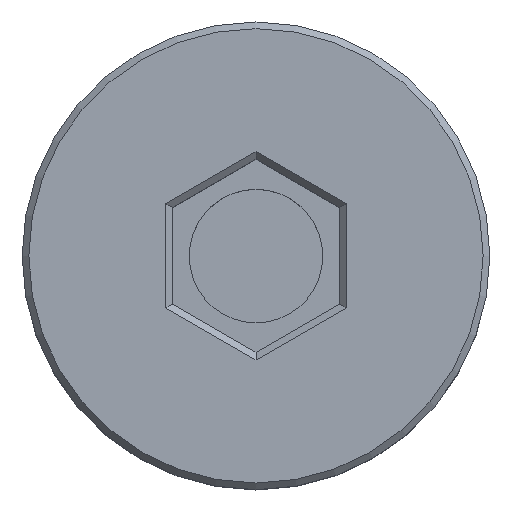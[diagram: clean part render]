
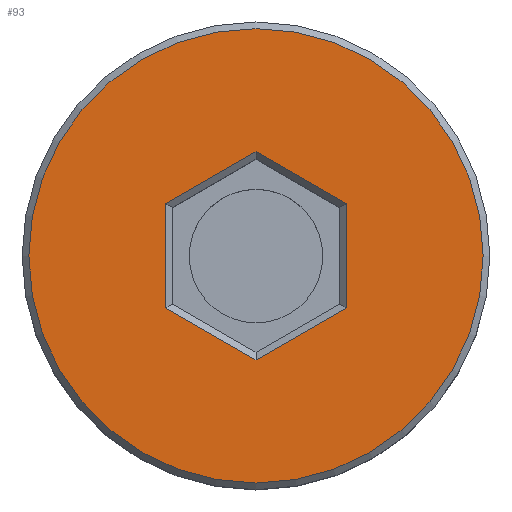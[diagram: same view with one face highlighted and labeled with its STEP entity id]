
A CAD part, top view. The second image highlights one B-rep face of the part: STEP entity #93.
In plain terms, the highlighted planar face has unit normal (0, 0, 1).
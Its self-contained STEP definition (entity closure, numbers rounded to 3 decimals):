
#93=ADVANCED_FACE('',(#116,#117),#177,.F.);
#116=FACE_OUTER_BOUND('',#118,.T.);
#117=FACE_BOUND('',#119,.T.);
#118=EDGE_LOOP('',(#120,#121,#122,#123,#124,#125));
#119=EDGE_LOOP('',(#168));
#120=ORIENTED_EDGE('',*,*,#126,.T.);
#121=ORIENTED_EDGE('',*,*,#135,.T.);
#122=ORIENTED_EDGE('',*,*,#142,.T.);
#123=ORIENTED_EDGE('',*,*,#149,.T.);
#124=ORIENTED_EDGE('',*,*,#156,.T.);
#125=ORIENTED_EDGE('',*,*,#163,.T.);
#126=EDGE_CURVE('',#131,#132,#127,.T.);
#127=LINE('',#128,#129);
#128=CARTESIAN_POINT('',(1.3,0.808,
   10.8));
#129=VECTOR('',#130,1.);
#130=DIRECTION('',(0.866,-0.5,0.
   ));
#131=VERTEX_POINT('',#133);
#132=VERTEX_POINT('',#134);
#133=CARTESIAN_POINT('',(0.,1.559,
   10.8));
#134=CARTESIAN_POINT('',(1.35,0.779,
   10.8));
#135=EDGE_CURVE('',#132,#140,#136,.T.);
#136=LINE('',#137,#138);
#137=CARTESIAN_POINT('',(1.35,-0.722,
   10.8));
#138=VECTOR('',#139,1.);
#139=DIRECTION('',(0.,-1.,0.));
#140=VERTEX_POINT('',#141);
#141=CARTESIAN_POINT('',(1.35,-0.779,
   10.8));
#142=EDGE_CURVE('',#140,#147,#143,.T.);
#143=LINE('',#144,#145);
#144=CARTESIAN_POINT('',(0.05,-1.53,
   10.8));
#145=VECTOR('',#146,1.);
#146=DIRECTION('',(-0.866,-0.5,
   0.));
#147=VERTEX_POINT('',#148);
#148=CARTESIAN_POINT('',(0.,-1.559,
   10.8));
#149=EDGE_CURVE('',#147,#154,#150,.T.);
#150=LINE('',#151,#152);
#151=CARTESIAN_POINT('',(-1.3,-0.808,
   10.8));
#152=VECTOR('',#153,1.);
#153=DIRECTION('',(-0.866,0.5,0.));
#154=VERTEX_POINT('',#155);
#155=CARTESIAN_POINT('',(-1.35,-0.779,
   10.8));
#156=EDGE_CURVE('',#154,#161,#157,.T.);
#157=LINE('',#158,#159);
#158=CARTESIAN_POINT('',(-1.35,0.722,
   10.8));
#159=VECTOR('',#160,1.);
#160=DIRECTION('',(0.,1.,0.));
#161=VERTEX_POINT('',#162);
#162=CARTESIAN_POINT('',(-1.35,0.779,
   10.8));
#163=EDGE_CURVE('',#161,#131,#164,.T.);
#164=LINE('',#165,#166);
#165=CARTESIAN_POINT('',(-0.05,1.53,
   10.8));
#166=VECTOR('',#167,1.);
#167=DIRECTION('',(0.866,0.5,0.)
   );
#168=ORIENTED_EDGE('',*,*,#169,.T.);
#169=EDGE_CURVE('',#175,#175,#170,.F.);
#170=CIRCLE('',#171,3.4);
#171=AXIS2_PLACEMENT_3D('',#172,#173,#174);
#172=CARTESIAN_POINT('',(0.,0.,10.8));
#173=DIRECTION('',(0.,0.,-1.));
#174=DIRECTION('',(-1.,0.,0.));
#175=VERTEX_POINT('',#176);
#176=CARTESIAN_POINT('',(-3.4,0.,10.8));
#177=PLANE('',#178);
#178=AXIS2_PLACEMENT_3D('',#179,#180,#181);
#179=CARTESIAN_POINT('',(3.5,0.,10.8));
#180=DIRECTION('',(0.,0.,-1.));
#181=DIRECTION('',(-1.,0.,0.));
